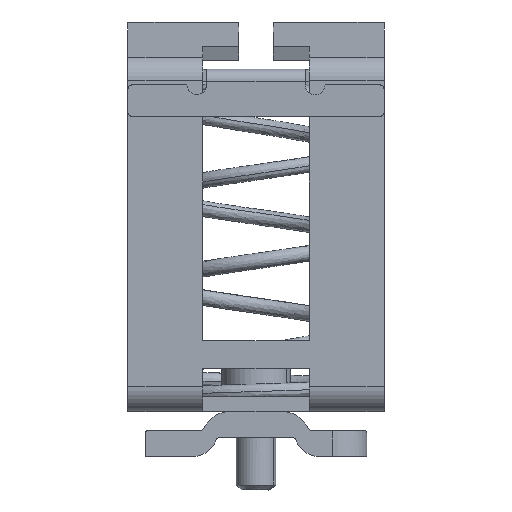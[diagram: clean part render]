
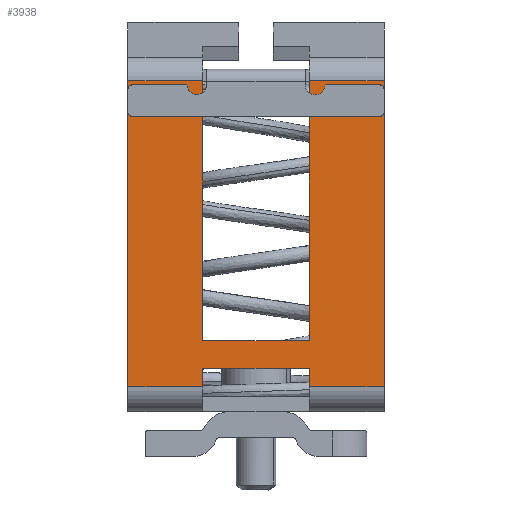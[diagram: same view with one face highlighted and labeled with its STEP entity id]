
A CAD part, left-side view. The second image highlights one B-rep face of the part: STEP entity #3938.
In plain terms, the highlighted planar face has unit normal (-1, 0, 0).
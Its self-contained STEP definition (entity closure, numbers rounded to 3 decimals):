
#3902=AXIS2_PLACEMENT_3D('Plane Axis2P3D',#3899,#3900,#3901) ;
#903=CARTESIAN_POINT('Vertex',(1.3,26.,41.5)) ;
#1282=CARTESIAN_POINT('Vertex',(1.3,0.,41.5)) ;
#2790=CARTESIAN_POINT('Vertex',(1.3,7.6,41.5)) ;
#2817=CARTESIAN_POINT('Vertex',(1.3,18.4,41.5)) ;
#3184=CARTESIAN_POINT('Vertex',(1.3,7.6,15.15)) ;
#3187=CARTESIAN_POINT('Line Origine',(1.3,7.6,28.325)) ;
#3208=CARTESIAN_POINT('Vertex',(1.3,18.4,15.15)) ;
#3211=CARTESIAN_POINT('Line Origine',(1.3,13.,15.15)) ;
#3228=CARTESIAN_POINT('Line Origine',(1.3,18.4,28.325)) ;
#3249=CARTESIAN_POINT('Vertex',(1.3,18.4,12.35)) ;
#3252=CARTESIAN_POINT('Line Origine',(1.3,18.4,11.4)) ;
#3256=CARTESIAN_POINT('Vertex',(1.3,18.4,10.45)) ;
#3280=CARTESIAN_POINT('Vertex',(1.3,7.6,12.35)) ;
#3283=CARTESIAN_POINT('Line Origine',(1.3,13.,12.35)) ;
#3304=CARTESIAN_POINT('Vertex',(1.3,7.6,10.45)) ;
#3307=CARTESIAN_POINT('Line Origine',(1.3,7.6,11.4)) ;
#3324=CARTESIAN_POINT('Line Origine',(1.3,0.,25.975)) ;
#3328=CARTESIAN_POINT('Vertex',(1.3,0.,10.45)) ;
#3352=CARTESIAN_POINT('Vertex',(1.3,26.,10.45)) ;
#3355=CARTESIAN_POINT('Line Origine',(1.3,26.,25.975)) ;
#3899=CARTESIAN_POINT('Axis2P3D Location',(1.3,13.,9.45)) ;
#3904=CARTESIAN_POINT('Line Origine',(1.3,22.2,41.5)) ;
#3909=CARTESIAN_POINT('Line Origine',(1.3,22.2,10.45)) ;
#3914=CARTESIAN_POINT('Line Origine',(1.3,3.8,10.45)) ;
#3919=CARTESIAN_POINT('Line Origine',(1.3,3.8,41.5)) ;
#3188=DIRECTION('Vector Direction',(0.,0.,1.)) ;
#3212=DIRECTION('Vector Direction',(0.,1.,0.)) ;
#3229=DIRECTION('Vector Direction',(0.,0.,1.)) ;
#3253=DIRECTION('Vector Direction',(0.,0.,-1.)) ;
#3284=DIRECTION('Vector Direction',(0.,1.,0.)) ;
#3308=DIRECTION('Vector Direction',(0.,0.,-1.)) ;
#3325=DIRECTION('Vector Direction',(0.,0.,-1.)) ;
#3356=DIRECTION('Vector Direction',(0.,0.,-1.)) ;
#3900=DIRECTION('Axis2P3D Direction',(-1.,0.,0.)) ;
#3901=DIRECTION('Axis2P3D XDirection',(0.,-1.,0.)) ;
#3905=DIRECTION('Vector Direction',(0.,-1.,0.)) ;
#3910=DIRECTION('Vector Direction',(0.,-1.,0.)) ;
#3915=DIRECTION('Vector Direction',(0.,-1.,0.)) ;
#3920=DIRECTION('Vector Direction',(0.,-1.,0.)) ;
#3189=VECTOR('Line Direction',#3188,1.) ;
#3213=VECTOR('Line Direction',#3212,1.) ;
#3230=VECTOR('Line Direction',#3229,1.) ;
#3254=VECTOR('Line Direction',#3253,1.) ;
#3285=VECTOR('Line Direction',#3284,1.) ;
#3309=VECTOR('Line Direction',#3308,1.) ;
#3326=VECTOR('Line Direction',#3325,1.) ;
#3357=VECTOR('Line Direction',#3356,1.) ;
#3906=VECTOR('Line Direction',#3905,1.) ;
#3911=VECTOR('Line Direction',#3910,1.) ;
#3916=VECTOR('Line Direction',#3915,1.) ;
#3921=VECTOR('Line Direction',#3920,1.) ;
#3925=ORIENTED_EDGE('',*,*,#3191,.F.) ;
#3926=ORIENTED_EDGE('',*,*,#3215,.T.) ;
#3927=ORIENTED_EDGE('',*,*,#3232,.T.) ;
#3928=ORIENTED_EDGE('',*,*,#3908,.F.) ;
#3929=ORIENTED_EDGE('',*,*,#3359,.T.) ;
#3930=ORIENTED_EDGE('',*,*,#3913,.T.) ;
#3931=ORIENTED_EDGE('',*,*,#3258,.F.) ;
#3932=ORIENTED_EDGE('',*,*,#3287,.F.) ;
#3933=ORIENTED_EDGE('',*,*,#3311,.T.) ;
#3934=ORIENTED_EDGE('',*,*,#3918,.T.) ;
#3935=ORIENTED_EDGE('',*,*,#3330,.F.) ;
#3936=ORIENTED_EDGE('',*,*,#3923,.F.) ;
#3938=ADVANCED_FACE('Brep With Voids',(#3937),#3903,.T.) ;
#3191=EDGE_CURVE('',#3185,#2791,#3190,.T.) ;
#3215=EDGE_CURVE('',#3185,#3209,#3214,.T.) ;
#3232=EDGE_CURVE('',#3209,#2818,#3231,.T.) ;
#3258=EDGE_CURVE('',#3250,#3257,#3255,.T.) ;
#3287=EDGE_CURVE('',#3281,#3250,#3286,.T.) ;
#3311=EDGE_CURVE('',#3281,#3305,#3310,.T.) ;
#3330=EDGE_CURVE('',#1283,#3329,#3327,.T.) ;
#3359=EDGE_CURVE('',#904,#3353,#3358,.T.) ;
#3908=EDGE_CURVE('',#904,#2818,#3907,.T.) ;
#3913=EDGE_CURVE('',#3353,#3257,#3912,.T.) ;
#3918=EDGE_CURVE('',#3305,#3329,#3917,.T.) ;
#3923=EDGE_CURVE('',#2791,#1283,#3922,.T.) ;
#3924=EDGE_LOOP('',(#3925,#3926,#3927,#3928,#3929,#3930,#3931,#3932,#3933,#3934,#3935,#3936)) ;
#3937=FACE_OUTER_BOUND('',#3924,.T.) ;
#3190=LINE('Line',#3187,#3189) ;
#3214=LINE('Line',#3211,#3213) ;
#3231=LINE('Line',#3228,#3230) ;
#3255=LINE('Line',#3252,#3254) ;
#3286=LINE('Line',#3283,#3285) ;
#3310=LINE('Line',#3307,#3309) ;
#3327=LINE('Line',#3324,#3326) ;
#3358=LINE('Line',#3355,#3357) ;
#3907=LINE('Line',#3904,#3906) ;
#3912=LINE('Line',#3909,#3911) ;
#3917=LINE('Line',#3914,#3916) ;
#3922=LINE('Line',#3919,#3921) ;
#3903=PLANE('',#3902) ;
#904=VERTEX_POINT('',#903) ;
#1283=VERTEX_POINT('',#1282) ;
#2791=VERTEX_POINT('',#2790) ;
#2818=VERTEX_POINT('',#2817) ;
#3185=VERTEX_POINT('',#3184) ;
#3209=VERTEX_POINT('',#3208) ;
#3250=VERTEX_POINT('',#3249) ;
#3257=VERTEX_POINT('',#3256) ;
#3281=VERTEX_POINT('',#3280) ;
#3305=VERTEX_POINT('',#3304) ;
#3329=VERTEX_POINT('',#3328) ;
#3353=VERTEX_POINT('',#3352) ;
